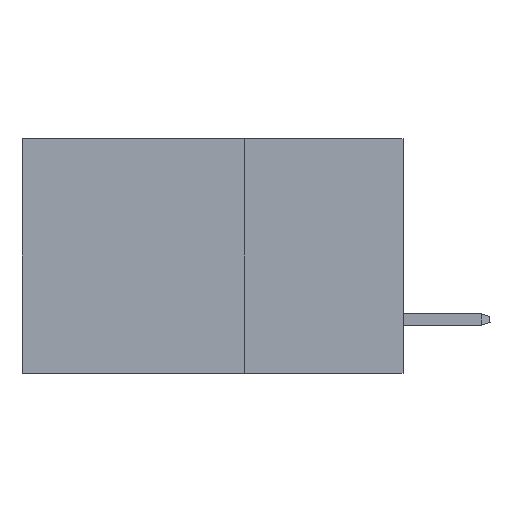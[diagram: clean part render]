
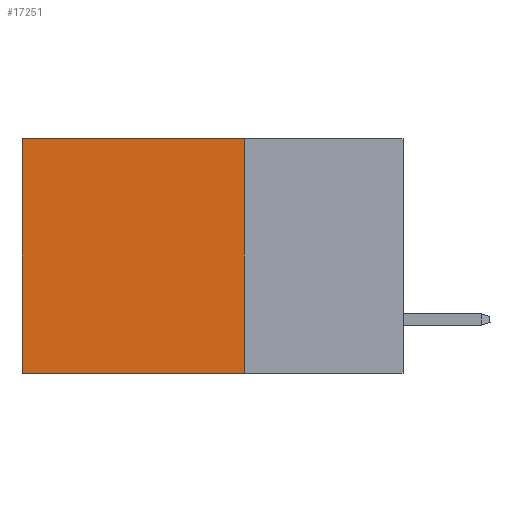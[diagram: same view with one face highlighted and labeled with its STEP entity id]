
A CAD part, left-side view. The second image highlights one B-rep face of the part: STEP entity #17251.
In plain terms, the highlighted planar face has unit normal (-1, 0, 0).
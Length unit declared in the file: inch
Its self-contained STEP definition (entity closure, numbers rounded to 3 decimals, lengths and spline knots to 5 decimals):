
#359 = EDGE_CURVE ( 'NONE', #10489, #10624, #15845, .T. ) ;
#702 = PLANE ( 'NONE',  #15737 ) ;
#1365 = DIRECTION ( 'NONE',  ( 0., 0., -1. ) ) ;
#1911 = EDGE_CURVE ( 'NONE', #17332, #5212, #4236, .T. ) ;
#3132 = CARTESIAN_POINT ( 'NONE',  ( 0.2875, 0.6, -0.37 ) ) ;
#3427 = CARTESIAN_POINT ( 'NONE',  ( 0.2875, 0.25, -0.37 ) ) ;
#3999 = CARTESIAN_POINT ( 'NONE',  ( 0.2875, 0.6, 0. ) ) ;
#4114 = LINE ( 'NONE', #12850, #16398 ) ;
#4236 = LINE ( 'NONE', #14474, #6079 ) ;
#4627 = VECTOR ( 'NONE', #1365, 39.37008 ) ;
#5212 = VERTEX_POINT ( 'NONE', #3132 ) ;
#5350 = EDGE_LOOP ( 'NONE', ( #15700, #6068, #13947, #10827 ) ) ;
#5881 = LINE ( 'NONE', #7236, #12567 ) ;
#6068 = ORIENTED_EDGE ( 'NONE', *, *, #8030, .F. ) ;
#6079 = VECTOR ( 'NONE', #10074, 39.37008 ) ;
#6781 = DIRECTION ( 'NONE',  ( 1., 0., 0. ) ) ;
#7050 = CARTESIAN_POINT ( 'NONE',  ( 0.2875, 0.25, 0. ) ) ;
#7236 = CARTESIAN_POINT ( 'NONE',  ( 0.2875, 0.25, -0.37 ) ) ;
#7744 = FACE_OUTER_BOUND ( 'NONE', #5350, .T. ) ;
#8029 = DIRECTION ( 'NONE',  ( 0., 0., -1. ) ) ;
#8030 = EDGE_CURVE ( 'NONE', #10624, #5212, #5881, .T. ) ;
#10074 = DIRECTION ( 'NONE',  ( 0., 0., -1. ) ) ;
#10489 = VERTEX_POINT ( 'NONE', #7050 ) ;
#10624 = VERTEX_POINT ( 'NONE', #3427 ) ;
#10827 = ORIENTED_EDGE ( 'NONE', *, *, #18248, .T. ) ;
#12567 = VECTOR ( 'NONE', #17105, 39.37008 ) ;
#12850 = CARTESIAN_POINT ( 'NONE',  ( 0.2875, 0.25, 0. ) ) ;
#13947 = ORIENTED_EDGE ( 'NONE', *, *, #359, .F. ) ;
#14365 = CARTESIAN_POINT ( 'NONE',  ( 0.2875, 0.25, 0. ) ) ;
#14474 = CARTESIAN_POINT ( 'NONE',  ( 0.2875, 0.6, 0. ) ) ;
#15179 = CARTESIAN_POINT ( 'NONE',  ( 0.2875, 0.25, 0. ) ) ;
#15700 = ORIENTED_EDGE ( 'NONE', *, *, #1911, .T. ) ;
#15737 = AXIS2_PLACEMENT_3D ( 'NONE', #15179, #6781, #8029 ) ;
#15845 = LINE ( 'NONE', #14365, #4627 ) ;
#16398 = VECTOR ( 'NONE', #18576, 39.37008 ) ;
#17105 = DIRECTION ( 'NONE',  ( 0., 1., 0. ) ) ;
#17251 = ADVANCED_FACE ( 'NONE', ( #7744 ), #702, .F. ) ;
#17332 = VERTEX_POINT ( 'NONE', #3999 ) ;
#18248 = EDGE_CURVE ( 'NONE', #10489, #17332, #4114, .T. ) ;
#18576 = DIRECTION ( 'NONE',  ( 0., 1., 0. ) ) ;
